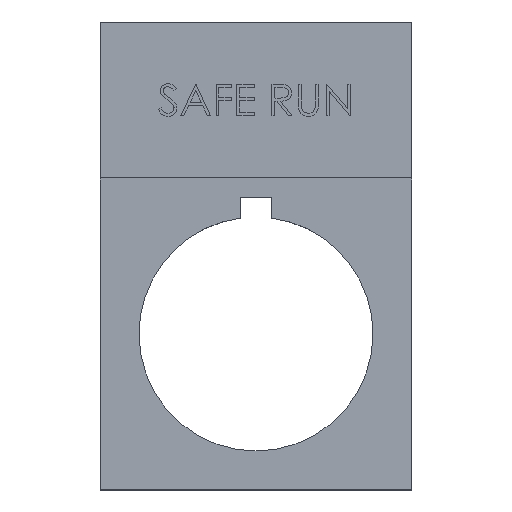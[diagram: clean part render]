
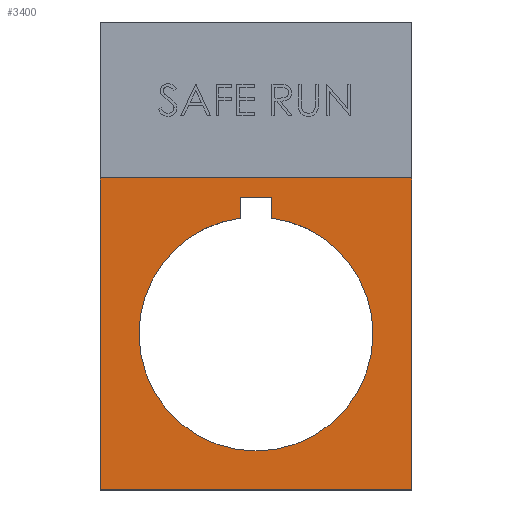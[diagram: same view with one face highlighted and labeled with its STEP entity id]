
A CAD part, top view. The second image highlights one B-rep face of the part: STEP entity #3400.
In plain terms, the highlighted planar face has unit normal (0, 0, 1).
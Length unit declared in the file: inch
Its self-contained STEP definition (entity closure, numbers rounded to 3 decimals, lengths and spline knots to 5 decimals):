
#286 = DIRECTION ( 'NONE',  ( 1., 0., 0. ) ) ;
#309 = LINE ( 'NONE', #1206, #2984 ) ;
#338 = CARTESIAN_POINT ( 'NONE',  ( -0.59055, 1.1811, 0.01969 ) ) ;
#344 = EDGE_CURVE ( 'NONE', #6481, #4484, #5392, .T. ) ;
#371 = EDGE_LOOP ( 'NONE', ( #6304, #2110, #4469, #4575 ) ) ;
#525 = DIRECTION ( 'NONE',  ( 0., 0., -1. ) ) ;
#592 = CARTESIAN_POINT ( 'NONE',  ( -0.05906, 0.5177, 0.01969 ) ) ;
#626 = VECTOR ( 'NONE', #3287, 39.37008 ) ;
#914 = EDGE_CURVE ( 'NONE', #2614, #3318, #6002, .T. ) ;
#1085 = EDGE_CURVE ( 'NONE', #1652, #3085, #1591, .T. ) ;
#1100 = AXIS2_PLACEMENT_3D ( 'NONE', #6249, #2282, #3317 ) ;
#1103 = PLANE ( 'NONE',  #5816 ) ;
#1190 = CARTESIAN_POINT ( 'NONE',  ( 0., 0.29528, 0.01969 ) ) ;
#1206 = CARTESIAN_POINT ( 'NONE',  ( -0.59055, -0.59055, 0.01969 ) ) ;
#1276 = CARTESIAN_POINT ( 'NONE',  ( -0.59055, -0.59055, 0.01969 ) ) ;
#1462 = CIRCLE ( 'NONE', #3564, 0.44291 ) ;
#1555 = DIRECTION ( 'NONE',  ( 0., 0., -1. ) ) ;
#1591 = B_SPLINE_CURVE_WITH_KNOTS ( 'NONE', 3,
 ( #1841, #4413, #1860, #2855 ),
 .UNSPECIFIED., .F., .F.,
 ( 4, 4 ),
 ( 0., 1. ),
 .UNSPECIFIED. ) ;
#1652 = VERTEX_POINT ( 'NONE', #2836 ) ;
#1715 = DIRECTION ( 'NONE',  ( 1., 0., 0. ) ) ;
#1796 = VERTEX_POINT ( 'NONE', #6327 ) ;
#1841 = CARTESIAN_POINT ( 'NONE',  ( 0.59055, 0.59055, 0.01969 ) ) ;
#1860 = CARTESIAN_POINT ( 'NONE',  ( -0.19685, 0.59055, 0.01969 ) ) ;
#1923 = CARTESIAN_POINT ( 'NONE',  ( 0.05906, 0.43896, 0.01969 ) ) ;
#1972 = VECTOR ( 'NONE', #4691, 39.37008 ) ;
#2110 = ORIENTED_EDGE ( 'NONE', *, *, #3347, .F. ) ;
#2171 = ORIENTED_EDGE ( 'NONE', *, *, #2379, .T. ) ;
#2198 = LINE ( 'NONE', #3637, #6049 ) ;
#2269 = CIRCLE ( 'NONE', #2417, 0.44291 ) ;
#2282 = DIRECTION ( 'NONE',  ( 0., 0., -1. ) ) ;
#2368 = EDGE_CURVE ( 'NONE', #3634, #6374, #309, .T. ) ;
#2379 = EDGE_CURVE ( 'NONE', #4484, #1796, #4939, .T. ) ;
#2417 = AXIS2_PLACEMENT_3D ( 'NONE', #4116, #1555, #1715 ) ;
#2532 = LINE ( 'NONE', #5283, #1972 ) ;
#2614 = VERTEX_POINT ( 'NONE', #4565 ) ;
#2836 = CARTESIAN_POINT ( 'NONE',  ( 0.59055, 0.59055, 0.01969 ) ) ;
#2855 = CARTESIAN_POINT ( 'NONE',  ( -0.59055, 0.59055, 0.01969 ) ) ;
#2964 = EDGE_CURVE ( 'NONE', #1796, #5947, #2532, .T. ) ;
#2984 = VECTOR ( 'NONE', #5746, 39.37008 ) ;
#3003 = EDGE_CURVE ( 'NONE', #6374, #3085, #3319, .T. ) ;
#3070 = ORIENTED_EDGE ( 'NONE', *, *, #344, .T. ) ;
#3085 = VERTEX_POINT ( 'NONE', #5325 ) ;
#3130 = DIRECTION ( 'NONE',  ( 0., -1., 0. ) ) ;
#3287 = DIRECTION ( 'NONE',  ( 0., 1., 0. ) ) ;
#3317 = DIRECTION ( 'NONE',  ( 1., 0., 0. ) ) ;
#3318 = VERTEX_POINT ( 'NONE', #4009 ) ;
#3319 = LINE ( 'NONE', #338, #626 ) ;
#3347 = EDGE_CURVE ( 'NONE', #1652, #3634, #2198, .T. ) ;
#3400 = ADVANCED_FACE ( 'NONE', ( #4332, #4792 ), #1103, .T. ) ;
#3473 = EDGE_LOOP ( 'NONE', ( #2171, #5102, #5094, #6065, #3691, #3070 ) ) ;
#3564 = AXIS2_PLACEMENT_3D ( 'NONE', #6089, #525, #4536 ) ;
#3626 = DIRECTION ( 'NONE',  ( 0., 1., 0. ) ) ;
#3634 = VERTEX_POINT ( 'NONE', #3730 ) ;
#3637 = CARTESIAN_POINT ( 'NONE',  ( 0.59055, -0.59055, 0.01969 ) ) ;
#3691 = ORIENTED_EDGE ( 'NONE', *, *, #3928, .T. ) ;
#3730 = CARTESIAN_POINT ( 'NONE',  ( 0.59055, -0.59055, 0.01969 ) ) ;
#3745 = VECTOR ( 'NONE', #3626, 39.37008 ) ;
#3928 = EDGE_CURVE ( 'NONE', #3318, #6481, #1462, .T. ) ;
#4009 = CARTESIAN_POINT ( 'NONE',  ( -0.44291, 0., 0.01969 ) ) ;
#4053 = EDGE_CURVE ( 'NONE', #5947, #2614, #2269, .T. ) ;
#4116 = CARTESIAN_POINT ( 'NONE',  ( 0., 0., 0.01969 ) ) ;
#4332 = FACE_BOUND ( 'NONE', #3473, .T. ) ;
#4413 = CARTESIAN_POINT ( 'NONE',  ( 0.19685, 0.59055, 0.01969 ) ) ;
#4469 = ORIENTED_EDGE ( 'NONE', *, *, #1085, .T. ) ;
#4484 = VERTEX_POINT ( 'NONE', #5925 ) ;
#4536 = DIRECTION ( 'NONE',  ( 1., 0., 0. ) ) ;
#4565 = CARTESIAN_POINT ( 'NONE',  ( 0.44291, 0., 0.01969 ) ) ;
#4575 = ORIENTED_EDGE ( 'NONE', *, *, #3003, .F. ) ;
#4660 = CARTESIAN_POINT ( 'NONE',  ( 0.05906, 0.5177, 0.01969 ) ) ;
#4691 = DIRECTION ( 'NONE',  ( 0., -1., 0. ) ) ;
#4789 = VECTOR ( 'NONE', #6233, 39.37008 ) ;
#4792 = FACE_OUTER_BOUND ( 'NONE', #371, .T. ) ;
#4939 = LINE ( 'NONE', #4660, #4789 ) ;
#5094 = ORIENTED_EDGE ( 'NONE', *, *, #4053, .T. ) ;
#5102 = ORIENTED_EDGE ( 'NONE', *, *, #2964, .T. ) ;
#5283 = CARTESIAN_POINT ( 'NONE',  ( 0.05906, 0.43896, 0.01969 ) ) ;
#5321 = DIRECTION ( 'NONE',  ( 0., 0., 1. ) ) ;
#5325 = CARTESIAN_POINT ( 'NONE',  ( -0.59055, 0.59055, 0.01969 ) ) ;
#5392 = LINE ( 'NONE', #592, #3745 ) ;
#5437 = CARTESIAN_POINT ( 'NONE',  ( -0.05906, 0.43896, 0.01969 ) ) ;
#5746 = DIRECTION ( 'NONE',  ( -1., 0., 0. ) ) ;
#5816 = AXIS2_PLACEMENT_3D ( 'NONE', #1190, #5321, #286 ) ;
#5925 = CARTESIAN_POINT ( 'NONE',  ( -0.05906, 0.5177, 0.01969 ) ) ;
#5947 = VERTEX_POINT ( 'NONE', #1923 ) ;
#6002 = CIRCLE ( 'NONE', #1100, 0.44291 ) ;
#6049 = VECTOR ( 'NONE', #3130, 39.37008 ) ;
#6065 = ORIENTED_EDGE ( 'NONE', *, *, #914, .T. ) ;
#6089 = CARTESIAN_POINT ( 'NONE',  ( 0., 0., 0.01969 ) ) ;
#6233 = DIRECTION ( 'NONE',  ( 1., 0., 0. ) ) ;
#6249 = CARTESIAN_POINT ( 'NONE',  ( 0., 0., 0.01969 ) ) ;
#6304 = ORIENTED_EDGE ( 'NONE', *, *, #2368, .F. ) ;
#6327 = CARTESIAN_POINT ( 'NONE',  ( 0.05906, 0.5177, 0.01969 ) ) ;
#6374 = VERTEX_POINT ( 'NONE', #1276 ) ;
#6481 = VERTEX_POINT ( 'NONE', #5437 ) ;
